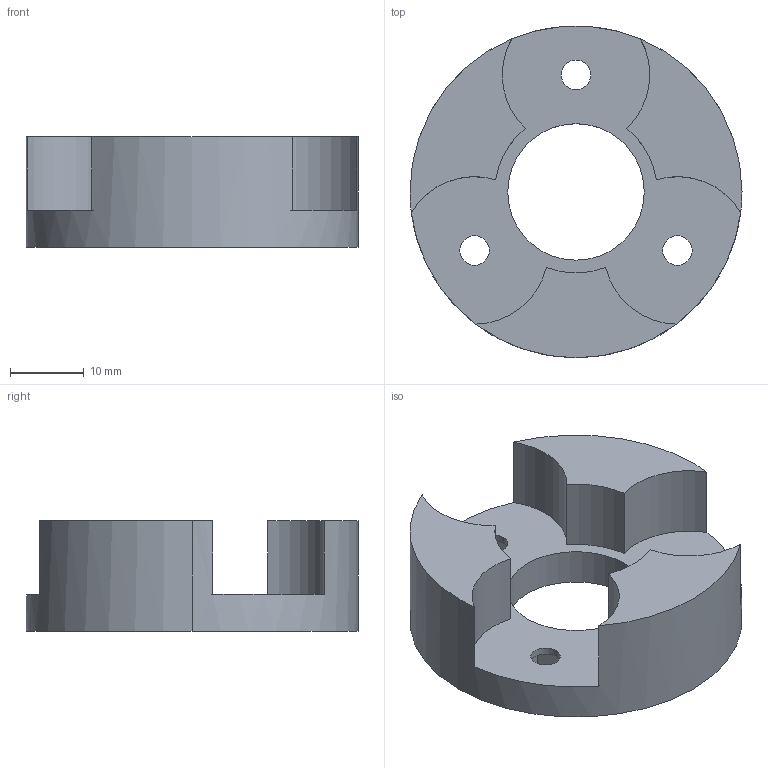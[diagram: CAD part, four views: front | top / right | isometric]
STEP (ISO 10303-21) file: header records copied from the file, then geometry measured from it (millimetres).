
FILE_DESCRIPTION (( 'STEP AP214' ), '1' );
FILE_NAME ('Torpedo_Carrier_Ring_V2.STEP', '2023-02-21T02:08:04', ( '' ), ( '' ), 'SwSTEP 2.0', 'SolidWorks 2013', '' );
FILE_SCHEMA (( 'AUTOMOTIVE_DESIGN' ));
Length unit declared in the file: millimetre
Products named in the file (1): Torpedo_Carrier_Ring_V2
Bounding box: 45 x 45 x 15 mm (x, y, z)
Volume: 11478.6 mm3; surface area: 5809.1 mm2
Topology: 1 solids, 1 shells, 46 faces, 123 edges, 82 vertices
Faces by surface type: plane 26, cylinder 20
Entity records: 1503 total; most frequent: DIRECTION 263, CARTESIAN_POINT 252, ORIENTED_EDGE 246, EDGE_CURVE 123, AXIS2_PLACEMENT_3D 93, VERTEX_POINT 82, LINE 77, VECTOR 77
